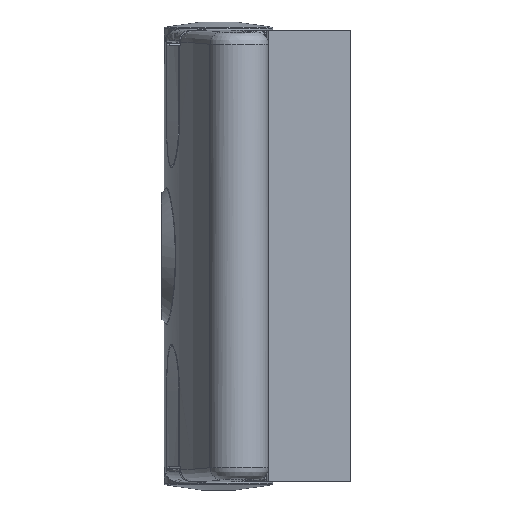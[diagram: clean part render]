
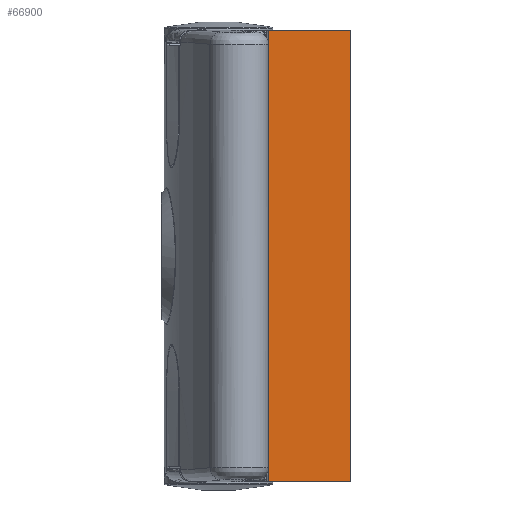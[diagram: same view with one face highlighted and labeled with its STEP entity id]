
A CAD part, left-side view. The second image highlights one B-rep face of the part: STEP entity #66900.
In plain terms, the highlighted planar face has unit normal (-1, 0, 0).
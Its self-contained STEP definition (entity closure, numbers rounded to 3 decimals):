
#66770=CARTESIAN_POINT('',(-27.5,-22.0,-37.5));
#66771=VERTEX_POINT('',#66770);
#66778=CARTESIAN_POINT('',(-27.5,-8.3,-37.5));
#66779=VERTEX_POINT('',#66778);
#66780=CARTESIAN_POINT('',(-27.5,-8.3,-37.5));
#66781=DIRECTION('',(0.0,-1.0,0.0));
#66782=VECTOR('',#66781,13.7);
#66783=LINE('',#66780,#66782);
#66784=EDGE_CURVE('',#66779,#66771,#66783,.T.);
#66838=CARTESIAN_POINT('',(-27.5,10.0,37.5));
#66839=DIRECTION('',(1.0,0.0,0.0));
#66840=DIRECTION('',(0.0,0.0,-1.0));
#66841=AXIS2_PLACEMENT_3D('',#66838,#66839,#66840);
#66842=PLANE('',#66841);
#66843=CARTESIAN_POINT('',(-27.5,-8.3,37.5));
#66844=VERTEX_POINT('',#66843);
#66845=CARTESIAN_POINT('',(-27.5,-22.0,37.5));
#66846=VERTEX_POINT('',#66845);
#66847=CARTESIAN_POINT('',(-27.5,-8.3,37.5));
#66848=DIRECTION('',(0.0,-1.0,0.0));
#66849=VECTOR('',#66848,13.7);
#66850=LINE('',#66847,#66849);
#66851=EDGE_CURVE('',#66844,#66846,#66850,.T.);
#66852=ORIENTED_EDGE('',*,*,#66851,.F.);
#66853=CARTESIAN_POINT('',(-27.5,-8.3,31.2));
#66854=VERTEX_POINT('',#66853);
#66855=CARTESIAN_POINT('',(-27.5,-8.3,37.5));
#66856=DIRECTION('',(0.0,0.0,-1.0));
#66857=VECTOR('',#66856,6.3);
#66858=LINE('',#66855,#66857);
#66859=EDGE_CURVE('',#66844,#66854,#66858,.T.);
#66860=ORIENTED_EDGE('',*,*,#66859,.T.);
#66861=CARTESIAN_POINT('',(-27.5,-0.6,31.2));
#66862=VERTEX_POINT('',#66861);
#66863=CARTESIAN_POINT('',(-27.5,-8.3,31.2));
#66864=DIRECTION('',(0.0,1.0,0.0));
#66865=VECTOR('',#66864,7.7);
#66866=LINE('',#66863,#66865);
#66867=EDGE_CURVE('',#66854,#66862,#66866,.T.);
#66868=ORIENTED_EDGE('',*,*,#66867,.T.);
#66869=CARTESIAN_POINT('',(-27.5,-0.6,-31.2));
#66870=VERTEX_POINT('',#66869);
#66871=CARTESIAN_POINT('',(-27.5,-0.6,31.2));
#66872=DIRECTION('',(0.0,0.0,-1.0));
#66873=VECTOR('',#66872,62.4);
#66874=LINE('',#66871,#66873);
#66875=EDGE_CURVE('',#66862,#66870,#66874,.T.);
#66876=ORIENTED_EDGE('',*,*,#66875,.T.);
#66877=CARTESIAN_POINT('',(-27.5,-8.3,-31.2));
#66878=VERTEX_POINT('',#66877);
#66879=CARTESIAN_POINT('',(-27.5,-0.6,-31.2));
#66880=DIRECTION('',(0.0,-1.0,0.0));
#66881=VECTOR('',#66880,7.7);
#66882=LINE('',#66879,#66881);
#66883=EDGE_CURVE('',#66870,#66878,#66882,.T.);
#66884=ORIENTED_EDGE('',*,*,#66883,.T.);
#66885=CARTESIAN_POINT('',(-27.5,-8.3,-31.2));
#66886=DIRECTION('',(0.0,0.0,-1.0));
#66887=VECTOR('',#66886,6.3);
#66888=LINE('',#66885,#66887);
#66889=EDGE_CURVE('',#66878,#66779,#66888,.T.);
#66890=ORIENTED_EDGE('',*,*,#66889,.T.);
#66891=ORIENTED_EDGE('',*,*,#66784,.T.);
#66892=CARTESIAN_POINT('',(-27.5,-22.0,-37.5));
#66893=DIRECTION('',(0.0,0.0,1.0));
#66894=VECTOR('',#66893,75.0);
#66895=LINE('',#66892,#66894);
#66896=EDGE_CURVE('',#66771,#66846,#66895,.T.);
#66897=ORIENTED_EDGE('',*,*,#66896,.T.);
#66898=EDGE_LOOP('',(#66852,#66860,#66868,#66876,#66884,#66890,#66891,#66897));
#66899=FACE_OUTER_BOUND('',#66898,.T.);
#66900=ADVANCED_FACE('',(#66899),#66842,.F.);
